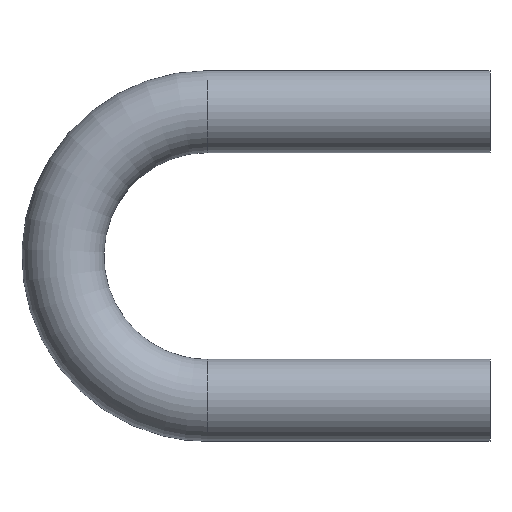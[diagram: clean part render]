
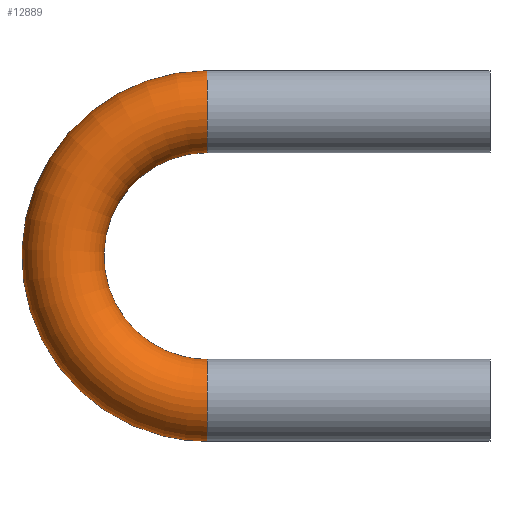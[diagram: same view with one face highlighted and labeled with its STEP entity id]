
A CAD part, left-side view. The second image highlights one B-rep face of the part: STEP entity #12889.
In plain terms, the highlighted toroidal (fillet/blend) face has major radius 85 mm and minor radius 24.15 mm.
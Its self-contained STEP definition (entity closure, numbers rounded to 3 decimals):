
#440 = EDGE_LOOP ( 'NONE', ( #3769 ) ) ;
#1526 = DIRECTION ( 'NONE',  ( 0., -1., 0. ) ) ;
#1754 = DIRECTION ( 'NONE',  ( 0., 0., 1. ) ) ;
#1842 = CARTESIAN_POINT ( 'NONE',  ( 0., 166.482, 0. ) ) ;
#2273 = EDGE_CURVE ( 'NONE', #13083, #13083, #11781, .T. ) ;
#2585 = TOROIDAL_SURFACE ( 'NONE', #3021, 85., 24.15 ) ;
#2903 = DIRECTION ( 'NONE',  ( 0., 1., 0. ) ) ;
#2908 = CARTESIAN_POINT ( 'NONE',  ( 0., 166.482, -194.15 ) ) ;
#3021 = AXIS2_PLACEMENT_3D ( 'NONE', #7891, #11966, #5930 ) ;
#3271 = EDGE_LOOP ( 'NONE', ( #12206 ) ) ;
#3769 = ORIENTED_EDGE ( 'NONE', *, *, #2273, .F. ) ;
#3877 = EDGE_CURVE ( 'NONE', #9706, #9706, #7978, .T. ) ;
#4497 = DIRECTION ( 'NONE',  ( 0., 0., -1. ) ) ;
#4663 = FACE_OUTER_BOUND ( 'NONE', #3271, .T. ) ;
#5631 = FACE_OUTER_BOUND ( 'NONE', #440, .T. ) ;
#5930 = DIRECTION ( 'NONE',  ( 0., 0., 1. ) ) ;
#7891 = CARTESIAN_POINT ( 'NONE',  ( 0., 166.482, -85. ) ) ;
#7978 = CIRCLE ( 'NONE', #8515, 24.15 ) ;
#8507 = CARTESIAN_POINT ( 'NONE',  ( 0., 166.482, -170. ) ) ;
#8515 = AXIS2_PLACEMENT_3D ( 'NONE', #1842, #2903, #1754 ) ;
#8755 = AXIS2_PLACEMENT_3D ( 'NONE', #8507, #1526, #4497 ) ;
#9706 = VERTEX_POINT ( 'NONE', #11072 ) ;
#11072 = CARTESIAN_POINT ( 'NONE',  ( 0., 166.482, 24.15 ) ) ;
#11781 = CIRCLE ( 'NONE', #8755, 24.15 ) ;
#11966 = DIRECTION ( 'NONE',  ( -1., 0., 0. ) ) ;
#12206 = ORIENTED_EDGE ( 'NONE', *, *, #3877, .T. ) ;
#12889 = ADVANCED_FACE ( 'NONE', ( #4663, #5631 ), #2585, .T. ) ;
#13083 = VERTEX_POINT ( 'NONE', #2908 ) ;
